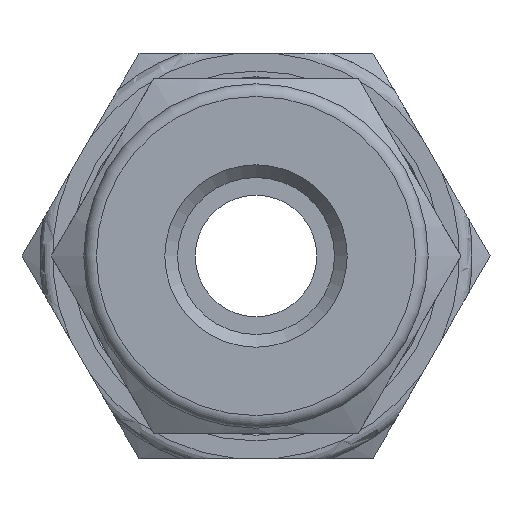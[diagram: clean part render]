
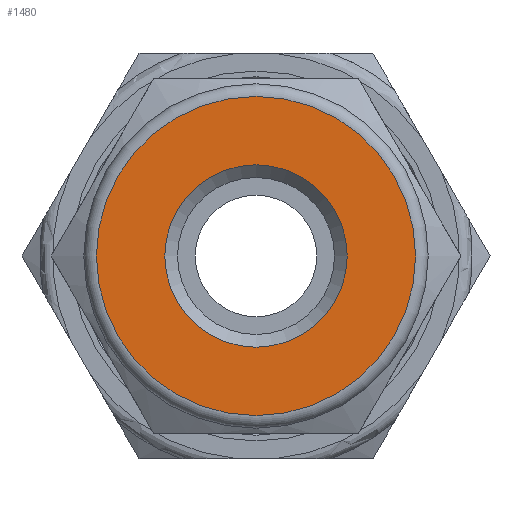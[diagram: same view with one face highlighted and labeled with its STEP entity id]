
A CAD part, left-side view. The second image highlights one B-rep face of the part: STEP entity #1480.
In plain terms, the highlighted planar face has unit normal (-1, 0, 0).
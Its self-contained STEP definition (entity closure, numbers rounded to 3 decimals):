
#69=FACE_BOUND('',#315,.T.);
#100=CIRCLE('',#1615,3.6);
#101=CIRCLE('',#1617,6.3);
#218=FACE_OUTER_BOUND('',#314,.T.);
#314=EDGE_LOOP('',(#1101));
#315=EDGE_LOOP('',(#1102));
#633=VERTEX_POINT('',#2361);
#634=VERTEX_POINT('',#2365);
#810=EDGE_CURVE('',#633,#633,#100,.T.);
#811=EDGE_CURVE('',#634,#634,#101,.T.);
#1101=ORIENTED_EDGE('',*,*,#811,.F.);
#1102=ORIENTED_EDGE('',*,*,#810,.T.);
#1428=PLANE('',#1616);
#1480=ADVANCED_FACE('',(#218,#69),#1428,.T.);
#1615=AXIS2_PLACEMENT_3D('',#2363,#1858,#1859);
#1616=AXIS2_PLACEMENT_3D('',#2364,#1860,#1861);
#1617=AXIS2_PLACEMENT_3D('',#2366,#1862,#1863);
#1858=DIRECTION('center_axis',(1.,0.,0.));
#1859=DIRECTION('ref_axis',(0.,0.,-1.));
#1860=DIRECTION('center_axis',(-1.,0.,0.));
#1861=DIRECTION('ref_axis',(0.,0.,1.));
#1862=DIRECTION('center_axis',(1.,0.,0.));
#1863=DIRECTION('ref_axis',(0.,0.,-1.));
#2361=CARTESIAN_POINT('',(1.755,-3.6,0.));
#2363=CARTESIAN_POINT('Origin',(1.755,0.,0.));
#2364=CARTESIAN_POINT('Origin',(1.755,6.3,0.));
#2365=CARTESIAN_POINT('',(1.755,0.,6.3));
#2366=CARTESIAN_POINT('Origin',(1.755,0.,0.));
